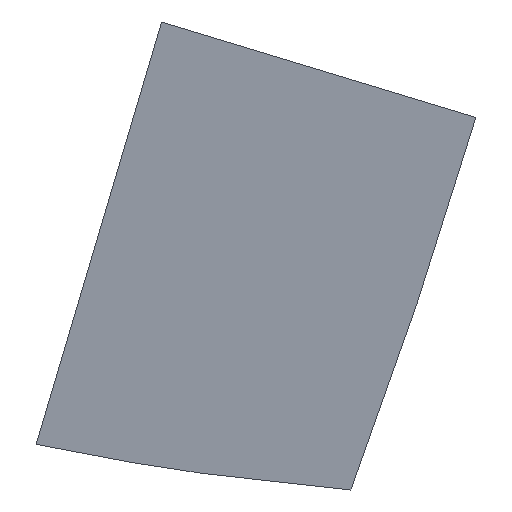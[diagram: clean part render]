
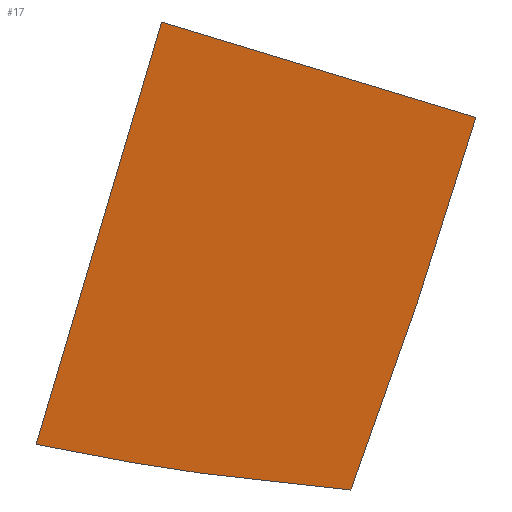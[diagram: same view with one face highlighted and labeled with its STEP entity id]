
A CAD part, left-side view. The second image highlights one B-rep face of the part: STEP entity #17.
In plain terms, the highlighted planar face has unit normal (0.989, -0.146, 0).
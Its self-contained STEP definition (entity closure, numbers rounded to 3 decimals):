
#17 = ADVANCED_FACE('',(#18),#32,.T.);
#18 = FACE_BOUND('',#19,.F.);
#19 = EDGE_LOOP('',(#20,#43,#65,#87));
#20 = ORIENTED_EDGE('',*,*,#21,.T.);
#21 = EDGE_CURVE('',#22,#24,#26,.T.);
#22 = VERTEX_POINT('',#23);
#23 = CARTESIAN_POINT('',(4.891,33.111,86.258
    ));
#24 = VERTEX_POINT('',#25);
#25 = CARTESIAN_POINT('',(11.373,77.007,-61.593
    ));
#26 = SURFACE_CURVE('',#27,(#31),.PCURVE_S1.);
#27 = LINE('',#28,#29);
#28 = CARTESIAN_POINT('',(4.891,33.111,86.258
    ));
#29 = VECTOR('',#30,1.);
#30 = DIRECTION('',(0.042,0.284,-0.958));
#31 = PCURVE('',#32,#37);
#32 = PLANE('',#33);
#33 = AXIS2_PLACEMENT_3D('',#34,#35,#36);
#34 = CARTESIAN_POINT('',(-11.498,-77.852,
    53.564));
#35 = DIRECTION('',(0.989,-0.146,0.)
  );
#36 = DIRECTION('',(0.042,0.284,-0.958));
#37 = DEFINITIONAL_REPRESENTATION('',(#38),#42);
#38 = LINE('',#39,#40);
#39 = CARTESIAN_POINT('',(0.927,116.831));
#40 = VECTOR('',#41,1.);
#41 = DIRECTION('',(1.,0.));
#42 = ( GEOMETRIC_REPRESENTATION_CONTEXT(2) 
PARAMETRIC_REPRESENTATION_CONTEXT() REPRESENTATION_CONTEXT('2D SPACE',''
  ) );
#43 = ORIENTED_EDGE('',*,*,#44,.T.);
#44 = EDGE_CURVE('',#24,#45,#47,.T.);
#45 = VERTEX_POINT('',#46);
#46 = CARTESIAN_POINT('',(-4.903,-33.194,-77.543
    ));
#47 = SURFACE_CURVE('',#48,(#55),.PCURVE_S1.);
#48 = B_SPLINE_CURVE_WITH_KNOTS('',3,(#49,#50,#51,#52,#53,#54),
  .UNSPECIFIED.,.F.,.F.,(4,1,1,4),(0.,0.333,0.667,1.),
  .UNSPECIFIED.);
#49 = CARTESIAN_POINT('',(11.373,77.007,-61.593
    ));
#50 = CARTESIAN_POINT('',(8.965,60.7,-64.853
    ));
#51 = CARTESIAN_POINT('',(4.568,30.932,-70.354
    ));
#52 = CARTESIAN_POINT('',(0.875,5.926,-73.35));
#53 = CARTESIAN_POINT('',(-2.935,-19.868,
    -76.241));
#54 = CARTESIAN_POINT('',(-4.903,-33.194,-77.543
    ));
#55 = PCURVE('',#32,#56);
#56 = DEFINITIONAL_REPRESENTATION('',(#57),#64);
#57 = B_SPLINE_CURVE_WITH_KNOTS('',3,(#58,#59,#60,#61,#62,#63),
  .UNSPECIFIED.,.F.,.F.,(4,1,1,4),(0.,0.333,0.667,1.),
  .UNSPECIFIED.);
#58 = CARTESIAN_POINT('',(155.293,116.831));
#59 = CARTESIAN_POINT('',(153.678,100.106));
#60 = CARTESIAN_POINT('',(150.297,69.704));
#61 = CARTESIAN_POINT('',(145.901,44.632));
#62 = CARTESIAN_POINT('',(141.175,18.828));
#63 = CARTESIAN_POINT('',(138.55,5.551));
#64 = ( GEOMETRIC_REPRESENTATION_CONTEXT(2) 
PARAMETRIC_REPRESENTATION_CONTEXT() REPRESENTATION_CONTEXT('2D SPACE',''
  ) );
#65 = ORIENTED_EDGE('',*,*,#66,.T.);
#66 = EDGE_CURVE('',#45,#67,#69,.T.);
#67 = VERTEX_POINT('',#68);
#68 = CARTESIAN_POINT('',(-11.361,-76.923,
    52.878));
#69 = SURFACE_CURVE('',#70,(#77),.PCURVE_S1.);
#70 = B_SPLINE_CURVE_WITH_KNOTS('',3,(#71,#72,#73,#74,#75,#76),
  .UNSPECIFIED.,.F.,.F.,(4,1,1,4),(0.,0.333,0.667,1.),
  .UNSPECIFIED.);
#71 = CARTESIAN_POINT('',(-4.903,-33.194,-77.543
    ));
#72 = CARTESIAN_POINT('',(-5.696,-38.559,
    -63.229));
#73 = CARTESIAN_POINT('',(-7.231,-48.952,-34.483
    ));
#74 = CARTESIAN_POINT('',(-9.384,-63.533,9.006)
  );
#75 = CARTESIAN_POINT('',(-10.719,-72.573,
    38.216));
#76 = CARTESIAN_POINT('',(-11.361,-76.923,
    52.878));
#77 = PCURVE('',#32,#78);
#78 = DEFINITIONAL_REPRESENTATION('',(#79),#86);
#79 = B_SPLINE_CURVE_WITH_KNOTS('',3,(#80,#81,#82,#83,#84,#85),
  .UNSPECIFIED.,.F.,.F.,(4,1,1,4),(0.,0.333,0.667,1.),
  .UNSPECIFIED.);
#80 = CARTESIAN_POINT('',(138.55,5.551));
#81 = CARTESIAN_POINT('',(123.281,4.471));
#82 = CARTESIAN_POINT('',(92.728,2.672));
#83 = CARTESIAN_POINT('',(46.838,1.056));
#84 = CARTESIAN_POINT('',(16.234,0.7));
#85 = CARTESIAN_POINT('',(0.927,0.702));
#86 = ( GEOMETRIC_REPRESENTATION_CONTEXT(2) 
PARAMETRIC_REPRESENTATION_CONTEXT() REPRESENTATION_CONTEXT('2D SPACE',''
  ) );
#87 = ORIENTED_EDGE('',*,*,#88,.T.);
#88 = EDGE_CURVE('',#67,#22,#89,.T.);
#89 = SURFACE_CURVE('',#90,(#94),.PCURVE_S1.);
#90 = LINE('',#91,#92);
#91 = CARTESIAN_POINT('',(-11.361,-76.923,
    52.878));
#92 = VECTOR('',#93,1.);
#93 = DIRECTION('',(0.14,0.948,0.287));
#94 = PCURVE('',#32,#95);
#95 = DEFINITIONAL_REPRESENTATION('',(#96),#100);
#96 = LINE('',#97,#98);
#97 = CARTESIAN_POINT('',(0.927,0.702));
#98 = VECTOR('',#99,1.);
#99 = DIRECTION('',(0.,1.));
#100 = ( GEOMETRIC_REPRESENTATION_CONTEXT(2) 
PARAMETRIC_REPRESENTATION_CONTEXT() REPRESENTATION_CONTEXT('2D SPACE',''
  ) );
